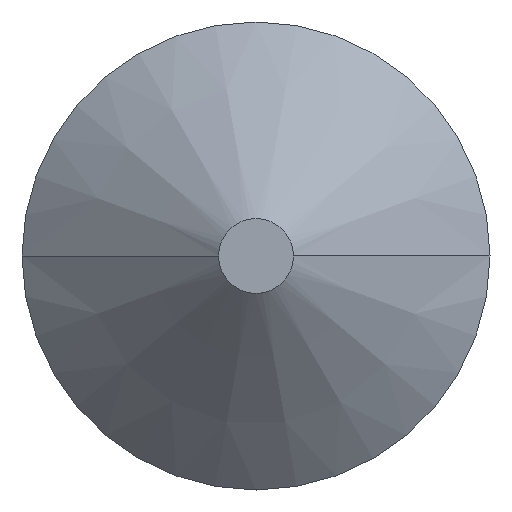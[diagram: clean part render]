
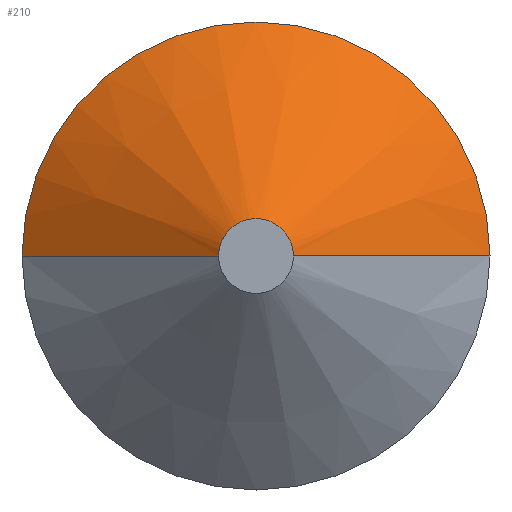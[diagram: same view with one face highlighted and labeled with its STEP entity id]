
A CAD part, front view. The second image highlights one B-rep face of the part: STEP entity #210.
In plain terms, the highlighted conical face has half-angle 50 degrees and reference radius 1.016 mm.
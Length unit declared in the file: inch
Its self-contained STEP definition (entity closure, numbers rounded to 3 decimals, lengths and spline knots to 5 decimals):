
#1 = CARTESIAN_POINT ( 'NONE',  ( -0.25, 0.17621, 0. ) ) ;
#11 = EDGE_CURVE ( 'NONE', #61, #239, #274, .T. ) ;
#16 = CARTESIAN_POINT ( 'NONE',  ( 0.04, 0., 0. ) ) ;
#20 = AXIS2_PLACEMENT_3D ( 'NONE', #273, #110, #128 ) ;
#36 = CARTESIAN_POINT ( 'NONE',  ( 0., 0., 0. ) ) ;
#37 = DIRECTION ( 'NONE',  ( 1., 0., 0. ) ) ;
#43 = LINE ( 'NONE', #16, #139 ) ;
#61 = VERTEX_POINT ( 'NONE', #220 ) ;
#62 = CARTESIAN_POINT ( 'NONE',  ( -0.04, 0., 0. ) ) ;
#76 = ORIENTED_EDGE ( 'NONE', *, *, #186, .T. ) ;
#91 = FACE_OUTER_BOUND ( 'NONE', #265, .T. ) ;
#106 = VERTEX_POINT ( 'NONE', #62 ) ;
#109 = LINE ( 'NONE', #208, #232 ) ;
#110 = DIRECTION ( 'NONE',  ( 0., -1., 0. ) ) ;
#111 = DIRECTION ( 'NONE',  ( 0.766, 0.643, 0. ) ) ;
#112 = AXIS2_PLACEMENT_3D ( 'NONE', #36, #193, #37 ) ;
#120 = EDGE_CURVE ( 'NONE', #126, #106, #277, .T. ) ;
#126 = VERTEX_POINT ( 'NONE', #296 ) ;
#128 = DIRECTION ( 'NONE',  ( 1., 0., 0. ) ) ;
#138 = DIRECTION ( 'NONE',  ( -0.766, 0.643, 0. ) ) ;
#139 = VECTOR ( 'NONE', #111, 39.37008 ) ;
#151 = ORIENTED_EDGE ( 'NONE', *, *, #248, .F. ) ;
#158 = CARTESIAN_POINT ( 'NONE',  ( 0., 0., 0. ) ) ;
#186 = EDGE_CURVE ( 'NONE', #126, #61, #43, .T. ) ;
#193 = DIRECTION ( 'NONE',  ( 0., -1., 0. ) ) ;
#195 = ORIENTED_EDGE ( 'NONE', *, *, #11, .T. ) ;
#207 = DIRECTION ( 'NONE',  ( 0., 1., 0. ) ) ;
#208 = CARTESIAN_POINT ( 'NONE',  ( -0.04, 0., 0. ) ) ;
#210 = ADVANCED_FACE ( 'NONE', ( #91 ), #305, .T. ) ;
#211 = AXIS2_PLACEMENT_3D ( 'NONE', #158, #207, #303 ) ;
#220 = CARTESIAN_POINT ( 'NONE',  ( 0.25, 0.17621, 0. ) ) ;
#232 = VECTOR ( 'NONE', #138, 39.37008 ) ;
#237 = ORIENTED_EDGE ( 'NONE', *, *, #120, .F. ) ;
#239 = VERTEX_POINT ( 'NONE', #1 ) ;
#248 = EDGE_CURVE ( 'NONE', #106, #239, #109, .T. ) ;
#265 = EDGE_LOOP ( 'NONE', ( #237, #76, #195, #151 ) ) ;
#273 = CARTESIAN_POINT ( 'NONE',  ( 0., 0.17621, 0. ) ) ;
#274 = CIRCLE ( 'NONE', #20, 0.25 ) ;
#277 = CIRCLE ( 'NONE', #112, 0.04 ) ;
#296 = CARTESIAN_POINT ( 'NONE',  ( 0.04, 0., 0. ) ) ;
#303 = DIRECTION ( 'NONE',  ( -1., 0., 0. ) ) ;
#305 = CONICAL_SURFACE ( 'NONE', #211, 0.04, 0.873 ) ;
